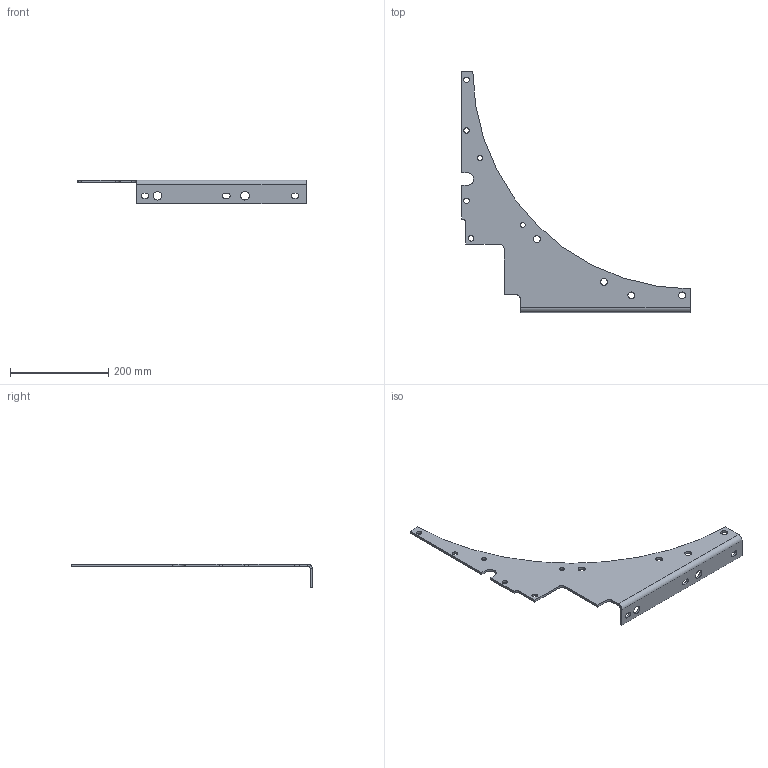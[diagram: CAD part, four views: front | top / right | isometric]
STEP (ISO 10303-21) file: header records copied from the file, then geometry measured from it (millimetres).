
FILE_DESCRIPTION(('produced by SPATIAL CORP'),'2;1');
FILE_NAME( 'part_5.prt.hh.sat.stp','2002-04-19T13:19:59+00:00',('SPATIAL CORP'),('SPATIAL CORP'), 'ACIS STEP Husk','http://www.spatial.com','SPATIAL CORP');
FILE_SCHEMA(('CONFIG_CONTROL_DESIGN'));
Length unit declared in the file: millimetre
Products named in the file (1): PRODUCT_ID_1
Bounding box: 464.3 x 490 x 48.3 mm (x, y, z)
Volume: 345362.7 mm3; surface area: 156321.6 mm2
Topology: 1 solids, 1 shells, 64 faces, 178 edges, 116 vertices
Faces by surface type: cylinder 37, plane 27
Entity records: 2217 total; most frequent: DIRECTION 380, CARTESIAN_POINT 358, ORIENTED_EDGE 356, EDGE_CURVE 178, AXIS2_PLACEMENT_3D 138, VERTEX_POINT 116, VECTOR 104, LINE 104
